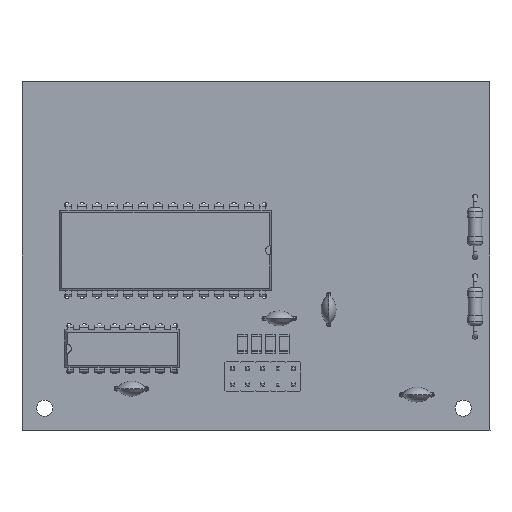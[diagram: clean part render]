
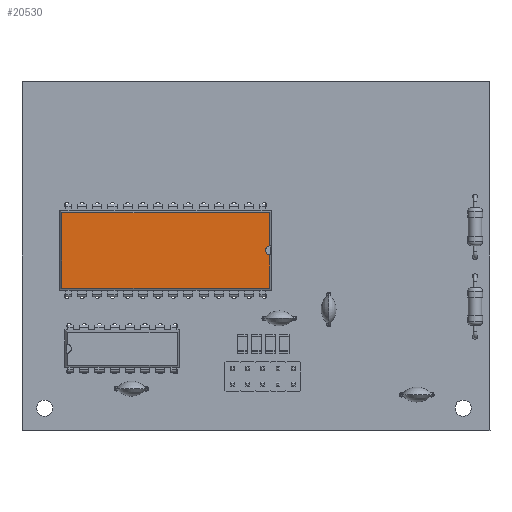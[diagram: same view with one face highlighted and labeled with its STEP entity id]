
A CAD part, top view. The second image highlights one B-rep face of the part: STEP entity #20530.
In plain terms, the highlighted planar face has unit normal (0, 0, 1).
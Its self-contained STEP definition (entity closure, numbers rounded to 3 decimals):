
#14548 = VERTEX_POINT('',#14549);
#14549 = CARTESIAN_POINT('',(13.952,0.871,3.68));
#14554 = EDGE_CURVE('',#14555,#14548,#14557,.T.);
#14555 = VERTEX_POINT('',#14556);
#14556 = CARTESIAN_POINT('',(13.952,-33.891,3.68));
#14557 = LINE('',#14558,#14559);
#14558 = CARTESIAN_POINT('',(13.952,-33.891,3.68));
#14559 = VECTOR('',#14560,1.);
#14560 = DIRECTION('',(0.,1.,0.));
#17314 = VERTEX_POINT('',#17315);
#17315 = CARTESIAN_POINT('',(1.288,0.871,3.68));
#17320 = EDGE_CURVE('',#17321,#17314,#17323,.T.);
#17321 = VERTEX_POINT('',#17322);
#17322 = CARTESIAN_POINT('',(6.874,0.871,3.68));
#17323 = LINE('',#17324,#17325);
#17324 = CARTESIAN_POINT('',(13.952,0.871,3.68));
#17325 = VECTOR('',#17326,1.);
#17326 = DIRECTION('',(-1.,0.,0.));
#17541 = VERTEX_POINT('',#17542);
#17542 = CARTESIAN_POINT('',(8.366,0.871,3.68));
#17646 = EDGE_CURVE('',#14548,#17541,#17647,.T.);
#17647 = LINE('',#17648,#17649);
#17648 = CARTESIAN_POINT('',(13.952,0.871,3.68));
#17649 = VECTOR('',#17650,1.);
#17650 = DIRECTION('',(-1.,0.,0.));
#17760 = VERTEX_POINT('',#17761);
#17761 = CARTESIAN_POINT('',(1.288,-33.891,3.68));
#17766 = EDGE_CURVE('',#17314,#17760,#17767,.T.);
#17767 = LINE('',#17768,#17769);
#17768 = CARTESIAN_POINT('',(1.288,0.871,3.68));
#17769 = VECTOR('',#17770,1.);
#17770 = DIRECTION('',(0.,-1.,0.));
#20519 = EDGE_CURVE('',#17760,#14555,#20520,.T.);
#20520 = LINE('',#20521,#20522);
#20521 = CARTESIAN_POINT('',(1.288,-33.891,3.68));
#20522 = VECTOR('',#20523,1.);
#20523 = DIRECTION('',(1.,0.,0.));
#20530 = ADVANCED_FACE('',(#20531),#20554,.F.);
#20531 = FACE_BOUND('',#20532,.F.);
#20532 = EDGE_LOOP('',(#20533,#20534,#20535,#20536,#20537,#20546,#20553)
  );
#20533 = ORIENTED_EDGE('',*,*,#14554,.F.);
#20534 = ORIENTED_EDGE('',*,*,#20519,.F.);
#20535 = ORIENTED_EDGE('',*,*,#17766,.F.);
#20536 = ORIENTED_EDGE('',*,*,#17320,.F.);
#20537 = ORIENTED_EDGE('',*,*,#20538,.F.);
#20538 = EDGE_CURVE('',#20539,#17321,#20541,.T.);
#20539 = VERTEX_POINT('',#20540);
#20540 = CARTESIAN_POINT('',(7.62,0.196,3.68));
#20541 = CIRCLE('',#20542,0.75);
#20542 = AXIS2_PLACEMENT_3D('',#20543,#20544,#20545);
#20543 = CARTESIAN_POINT('',(7.62,0.946,3.68));
#20544 = DIRECTION('',(0.,-0.,-1.));
#20545 = DIRECTION('',(0.,-1.,0.));
#20546 = ORIENTED_EDGE('',*,*,#20547,.F.);
#20547 = EDGE_CURVE('',#17541,#20539,#20548,.T.);
#20548 = CIRCLE('',#20549,0.75);
#20549 = AXIS2_PLACEMENT_3D('',#20550,#20551,#20552);
#20550 = CARTESIAN_POINT('',(7.62,0.946,3.68));
#20551 = DIRECTION('',(0.,-0.,-1.));
#20552 = DIRECTION('',(0.,-1.,0.));
#20553 = ORIENTED_EDGE('',*,*,#17646,.F.);
#20554 = PLANE('',#20555);
#20555 = AXIS2_PLACEMENT_3D('',#20556,#20557,#20558);
#20556 = CARTESIAN_POINT('',(13.952,-33.891,3.68));
#20557 = DIRECTION('',(-0.,0.,-1.));
#20558 = DIRECTION('',(-0.342,0.94,0.));
